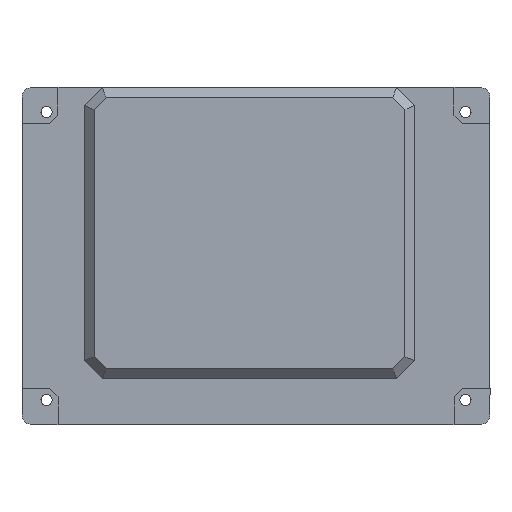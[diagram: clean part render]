
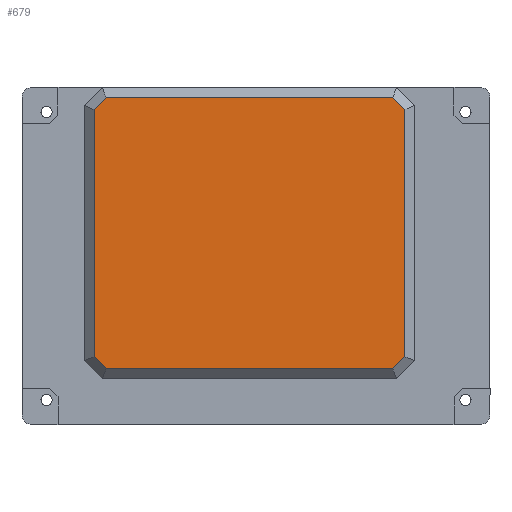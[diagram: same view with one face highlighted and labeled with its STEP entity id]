
A CAD part, front view. The second image highlights one B-rep face of the part: STEP entity #679.
In plain terms, the highlighted planar face has unit normal (0, -1, 0).
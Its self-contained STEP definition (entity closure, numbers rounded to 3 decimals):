
#41 = VECTOR ( 'NONE', #504, 1000. ) ;
#64 = EDGE_CURVE ( 'NONE', #720, #698, #211, .T. ) ;
#92 = VERTEX_POINT ( 'NONE', #1469 ) ;
#111 = VERTEX_POINT ( 'NONE', #706 ) ;
#160 = LINE ( 'NONE', #1180, #1241 ) ;
#166 = EDGE_CURVE ( 'NONE', #92, #1231, #691, .T. ) ;
#169 = CARTESIAN_POINT ( 'NONE',  ( 45.5, -26., 46. ) ) ;
#211 = LINE ( 'NONE', #1222, #1005 ) ;
#238 = EDGE_LOOP ( 'NONE', ( #860, #1101, #614, #1289, #1272, #1458, #1291, #806 ) ) ;
#261 = DIRECTION ( 'NONE',  ( 0.707, 0., -0.707 ) ) ;
#262 = LINE ( 'NONE', #1152, #1374 ) ;
#265 = VECTOR ( 'NONE', #527, 1000. ) ;
#336 = PLANE ( 'NONE',  #881 ) ;
#415 = EDGE_CURVE ( 'NONE', #514, #92, #1182, .T. ) ;
#498 = EDGE_CURVE ( 'NONE', #698, #1228, #160, .T. ) ;
#504 = DIRECTION ( 'NONE',  ( -1., 0., 0. ) ) ;
#514 = VERTEX_POINT ( 'NONE', #1327 ) ;
#527 = DIRECTION ( 'NONE',  ( 0., 0., 1. ) ) ;
#556 = DIRECTION ( 'NONE',  ( 0.707, 0., 0.707 ) ) ;
#598 = CARTESIAN_POINT ( 'NONE',  ( 0., -26., 0. ) ) ;
#614 = ORIENTED_EDGE ( 'NONE', *, *, #166, .T. ) ;
#664 = DIRECTION ( 'NONE',  ( 1., 0., 0. ) ) ;
#679 = ADVANCED_FACE ( 'NONE', ( #945 ), #336, .T. ) ;
#681 = DIRECTION ( 'NONE',  ( 0., 0., -1. ) ) ;
#691 = LINE ( 'NONE', #1514, #1305 ) ;
#698 = VERTEX_POINT ( 'NONE', #980 ) ;
#706 = CARTESIAN_POINT ( 'NONE',  ( -45.757, -26., -34.5 ) ) ;
#709 = LINE ( 'NONE', #1058, #1020 ) ;
#720 = VERTEX_POINT ( 'NONE', #1240 ) ;
#728 = CARTESIAN_POINT ( 'NONE',  ( 41.757, -26., 48.5 ) ) ;
#729 = DIRECTION ( 'NONE',  ( 0., -1., 0. ) ) ;
#734 = CARTESIAN_POINT ( 'NONE',  ( -49.5, -26., -30.757 ) ) ;
#799 = VERTEX_POINT ( 'NONE', #994 ) ;
#806 = ORIENTED_EDGE ( 'NONE', *, *, #1012, .T. ) ;
#838 = DIRECTION ( 'NONE',  ( 0., 0., -1. ) ) ;
#854 = EDGE_CURVE ( 'NONE', #1228, #111, #1429, .T. ) ;
#860 = ORIENTED_EDGE ( 'NONE', *, *, #1419, .T. ) ;
#881 = AXIS2_PLACEMENT_3D ( 'NONE', #598, #729, #838 ) ;
#901 = CARTESIAN_POINT ( 'NONE',  ( -44.879, -26., -35.379 ) ) ;
#945 = FACE_OUTER_BOUND ( 'NONE', #238, .T. ) ;
#980 = CARTESIAN_POINT ( 'NONE',  ( -49.5, -26., 44.757 ) ) ;
#994 = CARTESIAN_POINT ( 'NONE',  ( 41.757, -26., -34.5 ) ) ;
#1005 = VECTOR ( 'NONE', #1229, 1000. ) ;
#1012 = EDGE_CURVE ( 'NONE', #111, #799, #709, .T. ) ;
#1020 = VECTOR ( 'NONE', #664, 1000. ) ;
#1058 = CARTESIAN_POINT ( 'NONE',  ( 43., -26., -34.5 ) ) ;
#1101 = ORIENTED_EDGE ( 'NONE', *, *, #415, .T. ) ;
#1139 = VECTOR ( 'NONE', #261, 1000. ) ;
#1145 = CARTESIAN_POINT ( 'NONE',  ( 0., -26., 48.5 ) ) ;
#1152 = CARTESIAN_POINT ( 'NONE',  ( 46.379, -26., -29.879 ) ) ;
#1180 = CARTESIAN_POINT ( 'NONE',  ( -49.5, -26., -32. ) ) ;
#1182 = LINE ( 'NONE', #169, #265 ) ;
#1222 = CARTESIAN_POINT ( 'NONE',  ( -50.379, -26., 43.879 ) ) ;
#1228 = VERTEX_POINT ( 'NONE', #734 ) ;
#1229 = DIRECTION ( 'NONE',  ( -0.707, 0., -0.707 ) ) ;
#1231 = VERTEX_POINT ( 'NONE', #728 ) ;
#1240 = CARTESIAN_POINT ( 'NONE',  ( -45.757, -26., 48.5 ) ) ;
#1241 = VECTOR ( 'NONE', #681, 1000. ) ;
#1272 = ORIENTED_EDGE ( 'NONE', *, *, #64, .T. ) ;
#1289 = ORIENTED_EDGE ( 'NONE', *, *, #1390, .T. ) ;
#1291 = ORIENTED_EDGE ( 'NONE', *, *, #854, .T. ) ;
#1305 = VECTOR ( 'NONE', #1488, 1000. ) ;
#1327 = CARTESIAN_POINT ( 'NONE',  ( 45.5, -26., -30.757 ) ) ;
#1374 = VECTOR ( 'NONE', #556, 1000. ) ;
#1390 = EDGE_CURVE ( 'NONE', #1231, #720, #1412, .T. ) ;
#1412 = LINE ( 'NONE', #1145, #41 ) ;
#1419 = EDGE_CURVE ( 'NONE', #799, #514, #262, .T. ) ;
#1429 = LINE ( 'NONE', #901, #1139 ) ;
#1458 = ORIENTED_EDGE ( 'NONE', *, *, #498, .T. ) ;
#1469 = CARTESIAN_POINT ( 'NONE',  ( 45.5, -26., 44.757 ) ) ;
#1488 = DIRECTION ( 'NONE',  ( -0.707, 0., 0.707 ) ) ;
#1514 = CARTESIAN_POINT ( 'NONE',  ( 40.879, -26., 49.379 ) ) ;
